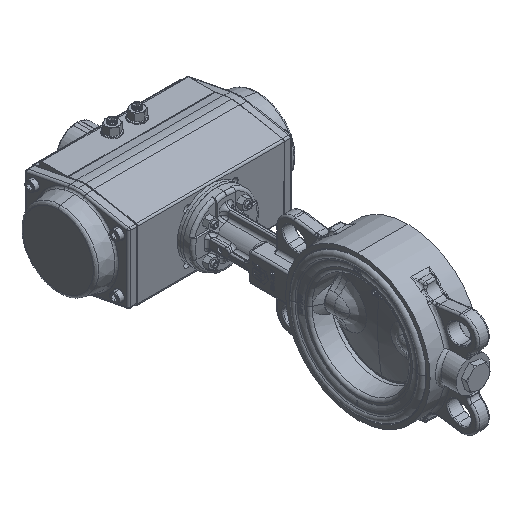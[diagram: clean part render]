
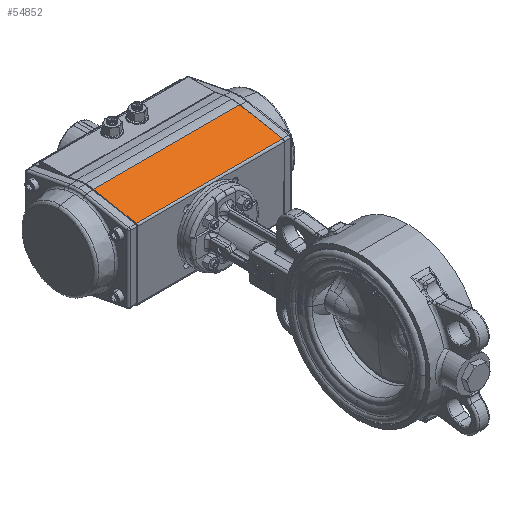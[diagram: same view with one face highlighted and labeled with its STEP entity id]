
A CAD part, isometric view. The second image highlights one B-rep face of the part: STEP entity #54852.
In plain terms, the highlighted planar face has unit normal (0, 0.186, -0.983).
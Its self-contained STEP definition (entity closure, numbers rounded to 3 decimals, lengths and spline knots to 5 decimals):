
#487 = CARTESIAN_POINT ( 'NONE',  ( -0.01087, 0.05586, 0.33931 ) ) ;
#1270 = CARTESIAN_POINT ( 'NONE',  ( -0.16287, 0.05586, 0.33931 ) ) ;
#7199 = AXIS2_PLACEMENT_3D ( 'NONE', #487, #20633, #26643 ) ;
#9703 = VECTOR ( 'NONE', #58632, 1. ) ;
#11511 = CARTESIAN_POINT ( 'NONE',  ( -0.01087, 0.10017, 0.3477 ) ) ;
#11840 = EDGE_CURVE ( 'NONE', #30105, #71217, #20063, .T. ) ;
#19223 = CARTESIAN_POINT ( 'NONE',  ( -0.01087, 0.05586, 0.33931 ) ) ;
#19769 = LINE ( 'NONE', #52759, #64731 ) ;
#20063 = LINE ( 'NONE', #19223, #9703 ) ;
#20633 = DIRECTION ( 'NONE',  ( 0., 0.186, -0.983 ) ) ;
#26643 = DIRECTION ( 'NONE',  ( 0., -0.983, -0.186 ) ) ;
#26850 = DIRECTION ( 'NONE',  ( -1., 0., 0. ) ) ;
#30105 = VERTEX_POINT ( 'NONE', #54917 ) ;
#30836 = DIRECTION ( 'NONE',  ( 1., 0., 0. ) ) ;
#33919 = FACE_OUTER_BOUND ( 'NONE', #82385, .T. ) ;
#37431 = VECTOR ( 'NONE', #30836, 1. ) ;
#40966 = LINE ( 'NONE', #46127, #43824 ) ;
#43824 = VECTOR ( 'NONE', #26850, 1. ) ;
#46127 = CARTESIAN_POINT ( 'NONE',  ( -0.01087, 0.05586, 0.33931 ) ) ;
#46791 = PLANE ( 'NONE',  #7199 ) ;
#52376 = ORIENTED_EDGE ( 'NONE', *, *, #77060, .T. ) ;
#52759 = CARTESIAN_POINT ( 'NONE',  ( -0.16287, 0.05586, 0.33931 ) ) ;
#54852 = ADVANCED_FACE ( 'NONE', ( #33919 ), #46791, .T. ) ;
#54917 = CARTESIAN_POINT ( 'NONE',  ( -0.01087, 0.10017, 0.3477 ) ) ;
#56583 = EDGE_CURVE ( 'NONE', #75677, #30105, #82271, .T. ) ;
#57367 = ORIENTED_EDGE ( 'NONE', *, *, #65531, .T. ) ;
#58316 = DIRECTION ( 'NONE',  ( 0., 0.983, 0.186 ) ) ;
#58632 = DIRECTION ( 'NONE',  ( 0., -0.983, -0.186 ) ) ;
#64161 = CARTESIAN_POINT ( 'NONE',  ( -0.01087, 0.05586, 0.33931 ) ) ;
#64731 = VECTOR ( 'NONE', #58316, 1. ) ;
#65531 = EDGE_CURVE ( 'NONE', #71217, #66670, #40966, .T. ) ;
#66670 = VERTEX_POINT ( 'NONE', #1270 ) ;
#68669 = ORIENTED_EDGE ( 'NONE', *, *, #11840, .T. ) ;
#70636 = CARTESIAN_POINT ( 'NONE',  ( -0.16287, 0.10017, 0.3477 ) ) ;
#71217 = VERTEX_POINT ( 'NONE', #64161 ) ;
#75677 = VERTEX_POINT ( 'NONE', #70636 ) ;
#77060 = EDGE_CURVE ( 'NONE', #66670, #75677, #19769, .T. ) ;
#79553 = ORIENTED_EDGE ( 'NONE', *, *, #56583, .T. ) ;
#82271 = LINE ( 'NONE', #11511, #37431 ) ;
#82385 = EDGE_LOOP ( 'NONE', ( #57367, #52376, #79553, #68669 ) ) ;
